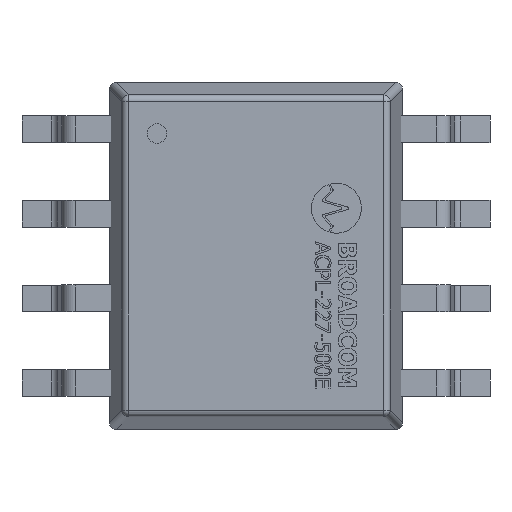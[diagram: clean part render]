
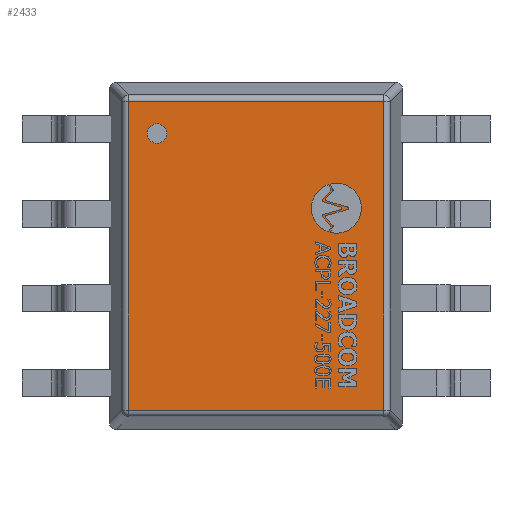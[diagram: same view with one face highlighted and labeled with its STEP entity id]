
A CAD part, top view. The second image highlights one B-rep face of the part: STEP entity #2433.
In plain terms, the highlighted planar face has unit normal (0, 0, 1).
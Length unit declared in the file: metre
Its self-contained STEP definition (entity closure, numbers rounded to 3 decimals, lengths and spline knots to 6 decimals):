
#2015 = EDGE_CURVE( '', #5662, #5663, #5664, .T. );
#2397 = EDGE_CURVE( '', #5663, #6318, #6319, .T. );
#2433 = ADVANCED_FACE( '', ( #6375 ), #6376, .T. );
#3273 = EDGE_CURVE( '', #7653, #5662, #7654, .T. );
#4271 = EDGE_CURVE( '', #6318, #7653, #8928, .T. );
#5662 = VERTEX_POINT( '', #10621 );
#5663 = VERTEX_POINT( '', #10622 );
#5664 = LINE( '', #10623, #10624 );
#6318 = VERTEX_POINT( '', #11600 );
#6319 = LINE( '', #11601, #11602 );
#6375 = FACE_OUTER_BOUND( '', #11676, .T. );
#6376 = PLANE( '', #11677 );
#7653 = VERTEX_POINT( '', #13670 );
#7654 = LINE( '', #13671, #13672 );
#8928 = LINE( '', #15776, #15777 );
#10621 = CARTESIAN_POINT( '', ( 0.001917, 0.002317, 0.00242 ) );
#10622 = CARTESIAN_POINT( '', ( 0.001917, -0.002317, 0.00242 ) );
#10623 = CARTESIAN_POINT( '', ( 0.001917, -0.00065, 0.00242 ) );
#10624 = VECTOR( '', #18062, 1. );
#11600 = CARTESIAN_POINT( '', ( -0.001917, -0.002317, 0.00242 ) );
#11601 = CARTESIAN_POINT( '', ( -0.00055, -0.002317, 0.00242 ) );
#11602 = VECTOR( '', #18831, 1. );
#11676 = EDGE_LOOP( '', ( #18905, #18906, #18907, #18908 ) );
#11677 = AXIS2_PLACEMENT_3D( '', #18909, #18910, #18911 );
#13670 = CARTESIAN_POINT( '', ( -0.001917, 0.002317, 0.00242 ) );
#13671 = CARTESIAN_POINT( '', ( 0.00055, 0.002317, 0.00242 ) );
#13672 = VECTOR( '', #20462, 1. );
#15776 = CARTESIAN_POINT( '', ( -0.001917, 0.00065, 0.00242 ) );
#15777 = VECTOR( '', #22309, 1. );
#18062 = DIRECTION( '', ( 0., -1., 0. ) );
#18831 = DIRECTION( '', ( -1., 0., 0. ) );
#18905 = ORIENTED_EDGE( '', *, *, #2015, .F. );
#18906 = ORIENTED_EDGE( '', *, *, #3273, .F. );
#18907 = ORIENTED_EDGE( '', *, *, #4271, .F. );
#18908 = ORIENTED_EDGE( '', *, *, #2397, .F. );
#18909 = CARTESIAN_POINT( '', ( 0., 0., 0.00242 ) );
#18910 = DIRECTION( '', ( 0., 0., 1. ) );
#18911 = DIRECTION( '', ( 1., 0., 0. ) );
#20462 = DIRECTION( '', ( 1., 0., 0. ) );
#22309 = DIRECTION( '', ( 0., 1., 0. ) );
